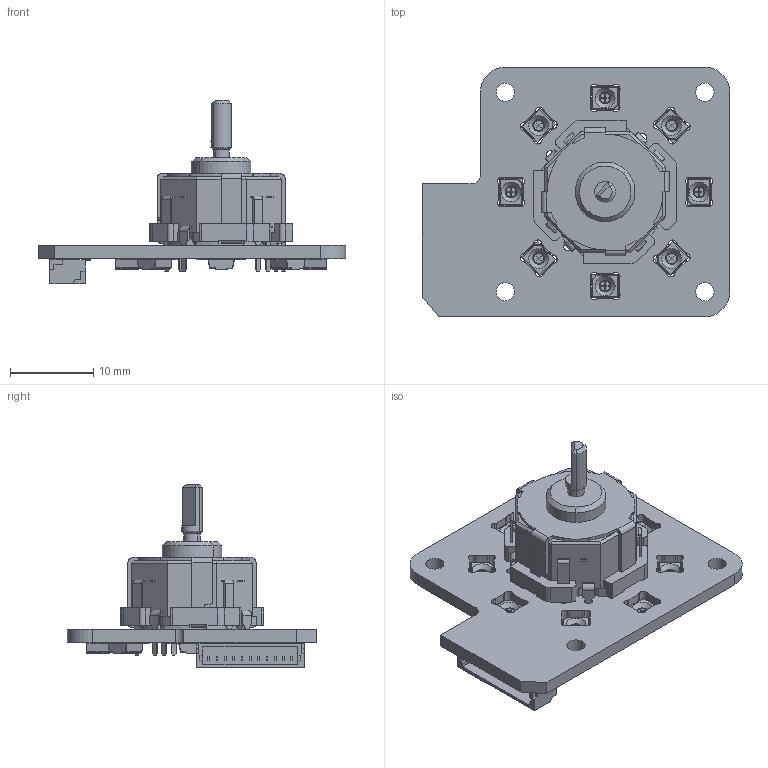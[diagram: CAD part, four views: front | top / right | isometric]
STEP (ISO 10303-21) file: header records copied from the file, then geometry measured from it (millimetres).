
FILE_DESCRIPTION(('KiCad electronic assembly'),'2;1');
FILE_NAME('Viendi2_daughterboard.step','2022-05-12T20:55:03',( 'An Author'),('A Company'),'Open CASCADE STEP processor 6.9', 'KiCad to STEP converter','Unknown');
FILE_SCHEMA(('AUTOMOTIVE_DESIGN { 1 0 10303 214 1 1 1 1 }'));
Length unit declared in the file: millimetre
Products named in the file (16): Open CASCADE STEP translator 6.9 1; 6028SMDRGB; SOLID; SM11B-SRSS_TB; RKJXT1F42001; COMPOUND
Assembly tree (22 placements, depth 3):
  Open CASCADE STEP translator 6.9 1
    6028SMDRGB  x8
      SOLID
      SOLID
      SOLID
      SOLID
      SOLID
      SOLID
      SOLID
      SOLID
      SOLID
    SM11B-SRSS_TB
      SOLID
    RKJXT1F42001
      SOLID
    COMPOUND
Bounding box: 37 x 30 x 22.05 mm (x, y, z)
Volume: 3352.1 mm3; surface area: 4173 mm2
Topology: 75 solids, 75 shells, 1634 faces, 3930 edges, 2502 vertices
Faces by surface type: bspline 848, plane 556, cylinder 221, cone 9
Full cylindrical faces by diameter (mm): 1 x10, 1.1 x1, 2.2 x4
Entity records: 66447 total; most frequent: CARTESIAN_POINT 14767, DIRECTION 8359, LINE 5739, VECTOR 5739, ORIENTED_EDGE 4710, PCURVE 4710, DEFINITIONAL_REPRESENTATION 4710, EDGE_CURVE 2355
